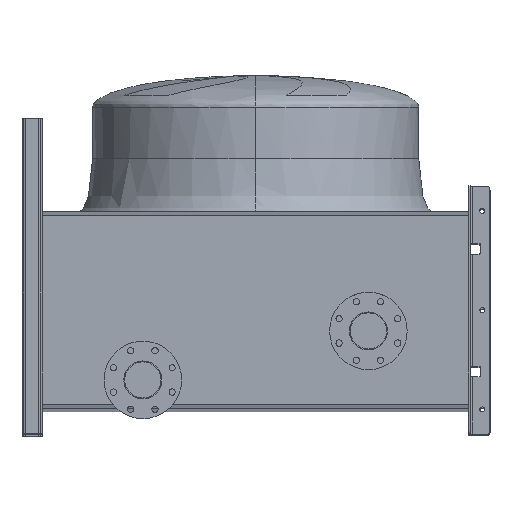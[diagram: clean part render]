
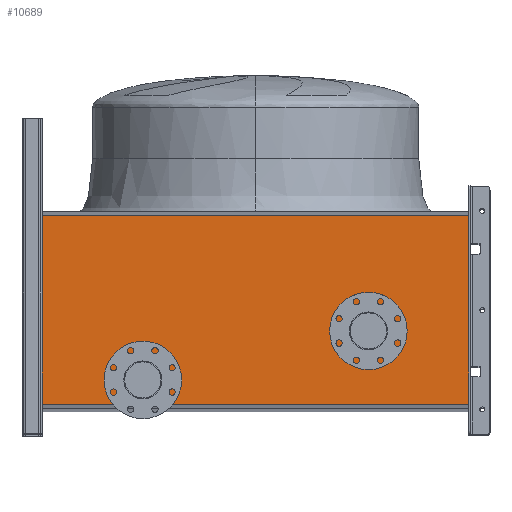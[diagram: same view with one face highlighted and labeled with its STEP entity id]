
A CAD part, top view. The second image highlights one B-rep face of the part: STEP entity #10689.
In plain terms, the highlighted planar face has unit normal (0, 0, 1).
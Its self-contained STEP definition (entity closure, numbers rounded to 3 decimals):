
#182 = DIRECTION ( 'NONE',  ( 0., 0., -1. ) ) ;
#222 = EDGE_LOOP ( 'NONE', ( #12258, #8531, #5102, #10094 ) ) ;
#755 = LINE ( 'NONE', #11967, #5412 ) ;
#770 = DIRECTION ( 'NONE',  ( 0., 0., -1. ) ) ;
#817 = AXIS2_PLACEMENT_3D ( 'NONE', #2709, #2419, #6844 ) ;
#870 = CIRCLE ( 'NONE', #10160, 54. ) ;
#1070 = VERTEX_POINT ( 'NONE', #13941 ) ;
#1249 = AXIS2_PLACEMENT_3D ( 'NONE', #6440, #12268, #10899 ) ;
#1711 = DIRECTION ( 'NONE',  ( -1., 0., 0. ) ) ;
#1751 = VERTEX_POINT ( 'NONE', #2736 ) ;
#2211 = CARTESIAN_POINT ( 'NONE',  ( 1214.262, 12.578, 240. ) ) ;
#2289 = LINE ( 'NONE', #6775, #10140 ) ;
#2297 = DIRECTION ( 'NONE',  ( 0., 0., -1. ) ) ;
#2419 = DIRECTION ( 'NONE',  ( 0., 0., -1. ) ) ;
#2709 = CARTESIAN_POINT ( 'NONE',  ( -320., 81., 240. ) ) ;
#2736 = CARTESIAN_POINT ( 'NONE',  ( 605., 12.578, 240. ) ) ;
#3505 = EDGE_CURVE ( 'NONE', #3544, #10645, #11043, .T. ) ;
#3544 = VERTEX_POINT ( 'NONE', #9205 ) ;
#3659 = CARTESIAN_POINT ( 'NONE',  ( 320., 220., 240. ) ) ;
#4025 = PLANE ( 'NONE',  #6407 ) ;
#4099 = FACE_OUTER_BOUND ( 'NONE', #222, .T. ) ;
#4190 = LINE ( 'NONE', #5496, #10382 ) ;
#4249 = CARTESIAN_POINT ( 'NONE',  ( -605., 547.422, 240. ) ) ;
#4544 = VERTEX_POINT ( 'NONE', #4249 ) ;
#4836 = EDGE_CURVE ( 'NONE', #12517, #7268, #11465, .T. ) ;
#4967 = CIRCLE ( 'NONE', #1249, 54. ) ;
#5102 = ORIENTED_EDGE ( 'NONE', *, *, #11454, .T. ) ;
#5124 = FACE_BOUND ( 'NONE', #9237, .T. ) ;
#5394 = EDGE_CURVE ( 'NONE', #1751, #6182, #11984, .T. ) ;
#5412 = VECTOR ( 'NONE', #6343, 1000. ) ;
#5422 = DIRECTION ( 'NONE',  ( 0., -1., 0. ) ) ;
#5475 = DIRECTION ( 'NONE',  ( -1., 0., 0. ) ) ;
#5496 = CARTESIAN_POINT ( 'NONE',  ( -605., 12.578, 240. ) ) ;
#5613 = DIRECTION ( 'NONE',  ( -1., 0., 0. ) ) ;
#5782 = CARTESIAN_POINT ( 'NONE',  ( -605., 12.578, 240. ) ) ;
#6182 = VERTEX_POINT ( 'NONE', #5782 ) ;
#6343 = DIRECTION ( 'NONE',  ( 0., -1., 0. ) ) ;
#6407 = AXIS2_PLACEMENT_3D ( 'NONE', #14017, #770, #1711 ) ;
#6440 = CARTESIAN_POINT ( 'NONE',  ( 320., 220., 240. ) ) ;
#6718 = DIRECTION ( 'NONE',  ( -1., 0., 0. ) ) ;
#6775 = CARTESIAN_POINT ( 'NONE',  ( 1214.262, 547.422, 240. ) ) ;
#6844 = DIRECTION ( 'NONE',  ( -1., 0., 0. ) ) ;
#7012 = CARTESIAN_POINT ( 'NONE',  ( -320., 27., 240. ) ) ;
#7268 = VERTEX_POINT ( 'NONE', #12859 ) ;
#7472 = EDGE_CURVE ( 'NONE', #10645, #3544, #870, .T. ) ;
#7545 = EDGE_CURVE ( 'NONE', #1070, #4544, #2289, .T. ) ;
#7778 = EDGE_CURVE ( 'NONE', #1070, #1751, #755, .T. ) ;
#8269 = EDGE_CURVE ( 'NONE', #7268, #12517, #4967, .T. ) ;
#8531 = ORIENTED_EDGE ( 'NONE', *, *, #7545, .T. ) ;
#8671 = AXIS2_PLACEMENT_3D ( 'NONE', #3659, #2297, #6718 ) ;
#9205 = CARTESIAN_POINT ( 'NONE',  ( -320., 135., 240. ) ) ;
#9237 = EDGE_LOOP ( 'NONE', ( #9976, #11153 ) ) ;
#9976 = ORIENTED_EDGE ( 'NONE', *, *, #3505, .T. ) ;
#10094 = ORIENTED_EDGE ( 'NONE', *, *, #5394, .F. ) ;
#10140 = VECTOR ( 'NONE', #5613, 1000. ) ;
#10160 = AXIS2_PLACEMENT_3D ( 'NONE', #11392, #182, #12485 ) ;
#10382 = VECTOR ( 'NONE', #5422, 1000. ) ;
#10455 = VECTOR ( 'NONE', #5475, 1000. ) ;
#10645 = VERTEX_POINT ( 'NONE', #7012 ) ;
#10689 = ADVANCED_FACE ( 'NONE', ( #5124, #4099, #10896 ), #4025, .F. ) ;
#10896 = FACE_BOUND ( 'NONE', #11748, .T. ) ;
#10899 = DIRECTION ( 'NONE',  ( -1., 0., 0. ) ) ;
#11043 = CIRCLE ( 'NONE', #817, 54. ) ;
#11153 = ORIENTED_EDGE ( 'NONE', *, *, #7472, .T. ) ;
#11210 = CARTESIAN_POINT ( 'NONE',  ( 320., 166., 240. ) ) ;
#11363 = ORIENTED_EDGE ( 'NONE', *, *, #4836, .T. ) ;
#11392 = CARTESIAN_POINT ( 'NONE',  ( -320., 81., 240. ) ) ;
#11454 = EDGE_CURVE ( 'NONE', #4544, #6182, #4190, .T. ) ;
#11465 = CIRCLE ( 'NONE', #8671, 54. ) ;
#11748 = EDGE_LOOP ( 'NONE', ( #14367, #11363 ) ) ;
#11967 = CARTESIAN_POINT ( 'NONE',  ( 605., 12.578, 240. ) ) ;
#11984 = LINE ( 'NONE', #2211, #10455 ) ;
#12258 = ORIENTED_EDGE ( 'NONE', *, *, #7778, .F. ) ;
#12268 = DIRECTION ( 'NONE',  ( 0., 0., -1. ) ) ;
#12485 = DIRECTION ( 'NONE',  ( -1., 0., 0. ) ) ;
#12517 = VERTEX_POINT ( 'NONE', #11210 ) ;
#12859 = CARTESIAN_POINT ( 'NONE',  ( 320., 274., 240. ) ) ;
#13941 = CARTESIAN_POINT ( 'NONE',  ( 605., 547.422, 240. ) ) ;
#14017 = CARTESIAN_POINT ( 'NONE',  ( 1214.262, 12.578, 240. ) ) ;
#14367 = ORIENTED_EDGE ( 'NONE', *, *, #8269, .T. ) ;
